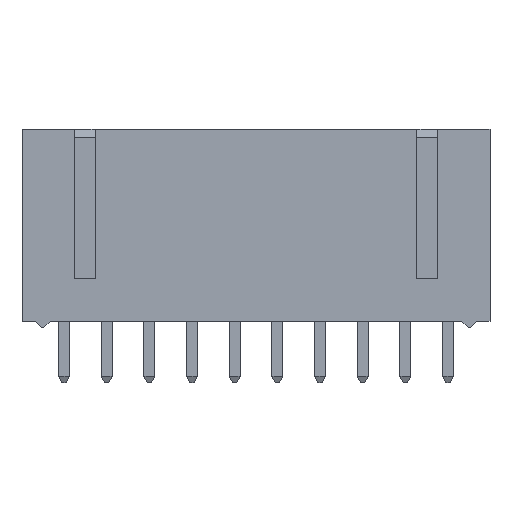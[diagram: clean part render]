
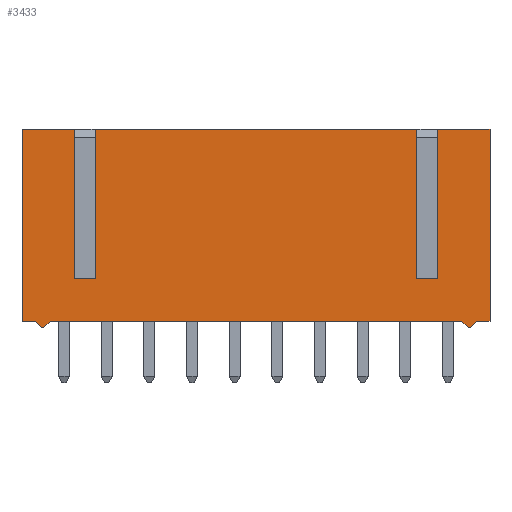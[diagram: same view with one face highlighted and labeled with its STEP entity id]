
A CAD part, front view. The second image highlights one B-rep face of the part: STEP entity #3433.
In plain terms, the highlighted planar face has unit normal (0, -1, 0).
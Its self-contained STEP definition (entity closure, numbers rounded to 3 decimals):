
#9=DIRECTION('',(1.,0.,0.));
#10=VECTOR('',#9,3.135);
#11=CARTESIAN_POINT('',(-13.93,-2.55,0.));
#12=LINE('',#11,#10);
#73=DIRECTION('',(1.,0.,0.));
#74=VECTOR('',#73,3.135);
#75=CARTESIAN_POINT('',(10.795,-2.55,0.));
#76=LINE('',#75,#74);
#121=DIRECTION('',(1.,0.,0.));
#122=VECTOR('',#121,19.05);
#123=CARTESIAN_POINT('',(-9.525,-2.55,0.));
#124=LINE('',#123,#122);
#233=DIRECTION('',(-0.707,0.,-0.707));
#234=VECTOR('',#233,0.537);
#235=CARTESIAN_POINT('',(-12.255,-2.55,-11.43));
#236=LINE('',#235,#234);
#237=DIRECTION('',(-1.,0.,0.));
#238=VECTOR('',#237,0.13);
#239=CARTESIAN_POINT('',(-12.635,-2.55,-11.81));
#240=LINE('',#239,#238);
#241=DIRECTION('',(-0.707,0.,0.707));
#242=VECTOR('',#241,0.537);
#243=CARTESIAN_POINT('',(-12.765,-2.55,-11.81));
#244=LINE('',#243,#242);
#245=DIRECTION('',(0.,0.,-1.));
#246=VECTOR('',#245,11.43);
#247=CARTESIAN_POINT('',(-13.93,-2.55,0.));
#248=LINE('',#247,#246);
#249=DIRECTION('',(0.,0.,-1.));
#250=VECTOR('',#249,8.89);
#251=CARTESIAN_POINT('',(-10.795,-2.55,0.));
#252=LINE('',#251,#250);
#253=DIRECTION('',(1.,0.,0.));
#254=VECTOR('',#253,1.27);
#255=CARTESIAN_POINT('',(-10.795,-2.55,-8.89));
#256=LINE('',#255,#254);
#257=DIRECTION('',(0.,0.,-1.));
#258=VECTOR('',#257,8.89);
#259=CARTESIAN_POINT('',(-9.525,-2.55,0.));
#260=LINE('',#259,#258);
#261=DIRECTION('',(0.,0.,-1.));
#262=VECTOR('',#261,8.89);
#263=CARTESIAN_POINT('',(9.525,-2.55,0.));
#264=LINE('',#263,#262);
#265=DIRECTION('',(1.,0.,0.));
#266=VECTOR('',#265,1.27);
#267=CARTESIAN_POINT('',(9.525,-2.55,-8.89));
#268=LINE('',#267,#266);
#269=DIRECTION('',(0.,0.,-1.));
#270=VECTOR('',#269,8.89);
#271=CARTESIAN_POINT('',(10.795,-2.55,0.));
#272=LINE('',#271,#270);
#273=DIRECTION('',(-0.707,0.,-0.707));
#274=VECTOR('',#273,0.537);
#275=CARTESIAN_POINT('',(13.145,-2.55,-11.43));
#276=LINE('',#275,#274);
#277=DIRECTION('',(-1.,0.,0.));
#278=VECTOR('',#277,0.13);
#279=CARTESIAN_POINT('',(12.765,-2.55,-11.81));
#280=LINE('',#279,#278);
#281=DIRECTION('',(-0.707,0.,0.707));
#282=VECTOR('',#281,0.537);
#283=CARTESIAN_POINT('',(12.635,-2.55,-11.81));
#284=LINE('',#283,#282);
#289=DIRECTION('',(1.,0.,0.));
#290=VECTOR('',#289,0.785);
#291=CARTESIAN_POINT('',(13.145,-2.55,-11.43));
#292=LINE('',#291,#290);
#321=DIRECTION('',(1.,0.,0.));
#322=VECTOR('',#321,24.51);
#323=CARTESIAN_POINT('',(-12.255,-2.55,-11.43));
#324=LINE('',#323,#322);
#361=DIRECTION('',(1.,0.,0.));
#362=VECTOR('',#361,0.785);
#363=CARTESIAN_POINT('',(-13.93,-2.55,-11.43));
#364=LINE('',#363,#362);
#633=DIRECTION('',(0.,0.,-1.));
#634=VECTOR('',#633,11.43);
#635=CARTESIAN_POINT('',(13.93,-2.55,0.));
#636=LINE('',#635,#634);
#2346=CARTESIAN_POINT('',(-13.93,-2.55,0.));
#2348=VERTEX_POINT('',#2346);
#2354=CARTESIAN_POINT('',(-13.93,-2.55,-11.43));
#2356=VERTEX_POINT('',#2354);
#2369=CARTESIAN_POINT('',(13.93,-2.55,0.));
#2371=VERTEX_POINT('',#2369);
#2385=CARTESIAN_POINT('',(13.93,-2.55,-11.43));
#2387=VERTEX_POINT('',#2385);
#2433=CARTESIAN_POINT('',(-10.795,-2.55,-8.89));
#2434=CARTESIAN_POINT('',(-9.525,-2.55,-8.89));
#2435=VERTEX_POINT('',#2433);
#2436=VERTEX_POINT('',#2434);
#2437=CARTESIAN_POINT('',(9.525,-2.55,-8.89));
#2438=CARTESIAN_POINT('',(10.795,-2.55,-8.89));
#2439=VERTEX_POINT('',#2437);
#2440=VERTEX_POINT('',#2438);
#2441=CARTESIAN_POINT('',(-10.795,-2.55,0.));
#2442=VERTEX_POINT('',#2441);
#2443=CARTESIAN_POINT('',(-9.525,-2.55,0.));
#2444=VERTEX_POINT('',#2443);
#2445=CARTESIAN_POINT('',(9.525,-2.55,0.));
#2446=VERTEX_POINT('',#2445);
#2447=CARTESIAN_POINT('',(10.795,-2.55,0.));
#2448=VERTEX_POINT('',#2447);
#2545=CARTESIAN_POINT('',(12.765,-2.55,-11.81));
#2546=CARTESIAN_POINT('',(12.635,-2.55,-11.81));
#2547=VERTEX_POINT('',#2545);
#2548=VERTEX_POINT('',#2546);
#2549=CARTESIAN_POINT('',(13.145,-2.55,-11.43));
#2551=VERTEX_POINT('',#2549);
#2553=CARTESIAN_POINT('',(12.255,-2.55,-11.43));
#2555=VERTEX_POINT('',#2553);
#2561=CARTESIAN_POINT('',(-12.635,-2.55,-11.81));
#2562=CARTESIAN_POINT('',(-12.765,-2.55,-11.81));
#2563=VERTEX_POINT('',#2561);
#2564=VERTEX_POINT('',#2562);
#2569=CARTESIAN_POINT('',(-12.255,-2.55,-11.43));
#2570=VERTEX_POINT('',#2569);
#2571=CARTESIAN_POINT('',(-13.145,-2.55,-11.43));
#2572=VERTEX_POINT('',#2571);
#3391=CARTESIAN_POINT('',(-13.93,-2.55,0.));
#3392=DIRECTION('',(0.,-1.,0.));
#3393=DIRECTION('',(1.,0.,0.));
#3394=AXIS2_PLACEMENT_3D('',#3391,#3392,#3393);
#3395=PLANE('',#3394);
#3397=ORIENTED_EDGE('',*,*,#3396,.F.);
#3399=ORIENTED_EDGE('',*,*,#3398,.T.);
#3401=ORIENTED_EDGE('',*,*,#3400,.T.);
#3403=ORIENTED_EDGE('',*,*,#3402,.T.);
#3405=ORIENTED_EDGE('',*,*,#3404,.F.);
#3407=ORIENTED_EDGE('',*,*,#3406,.F.);
#3408=ORIENTED_EDGE('',*,*,#3074,.T.);
#3409=ORIENTED_EDGE('',*,*,#3170,.T.);
#3411=ORIENTED_EDGE('',*,*,#3410,.T.);
#3413=ORIENTED_EDGE('',*,*,#3412,.F.);
#3414=ORIENTED_EDGE('',*,*,#3138,.T.);
#3416=ORIENTED_EDGE('',*,*,#3415,.T.);
#3418=ORIENTED_EDGE('',*,*,#3417,.T.);
#3419=ORIENTED_EDGE('',*,*,#3382,.F.);
#3420=ORIENTED_EDGE('',*,*,#3106,.T.);
#3422=ORIENTED_EDGE('',*,*,#3421,.T.);
#3424=ORIENTED_EDGE('',*,*,#3423,.F.);
#3426=ORIENTED_EDGE('',*,*,#3425,.T.);
#3428=ORIENTED_EDGE('',*,*,#3427,.T.);
#3430=ORIENTED_EDGE('',*,*,#3429,.T.);
#3431=EDGE_LOOP('',(#3397,#3399,#3401,#3403,#3405,#3407,#3408,#3409,#3411,#3413,
#3414,#3416,#3418,#3419,#3420,#3422,#3424,#3426,#3428,#3430));
#3432=FACE_OUTER_BOUND('',#3431,.F.);
#3433=ADVANCED_FACE('',(#3432),#3395,.T.);
#3074=EDGE_CURVE('',#2348,#2442,#12,.T.);
#3106=EDGE_CURVE('',#2448,#2371,#76,.T.);
#3138=EDGE_CURVE('',#2444,#2446,#124,.T.);
#3170=EDGE_CURVE('',#2442,#2435,#252,.T.);
#3382=EDGE_CURVE('',#2448,#2440,#272,.T.);
#3396=EDGE_CURVE('',#2570,#2555,#324,.T.);
#3398=EDGE_CURVE('',#2570,#2563,#236,.T.);
#3400=EDGE_CURVE('',#2563,#2564,#240,.T.);
#3402=EDGE_CURVE('',#2564,#2572,#244,.T.);
#3404=EDGE_CURVE('',#2356,#2572,#364,.T.);
#3406=EDGE_CURVE('',#2348,#2356,#248,.T.);
#3410=EDGE_CURVE('',#2435,#2436,#256,.T.);
#3412=EDGE_CURVE('',#2444,#2436,#260,.T.);
#3415=EDGE_CURVE('',#2446,#2439,#264,.T.);
#3417=EDGE_CURVE('',#2439,#2440,#268,.T.);
#3421=EDGE_CURVE('',#2371,#2387,#636,.T.);
#3423=EDGE_CURVE('',#2551,#2387,#292,.T.);
#3425=EDGE_CURVE('',#2551,#2547,#276,.T.);
#3427=EDGE_CURVE('',#2547,#2548,#280,.T.);
#3429=EDGE_CURVE('',#2548,#2555,#284,.T.);
